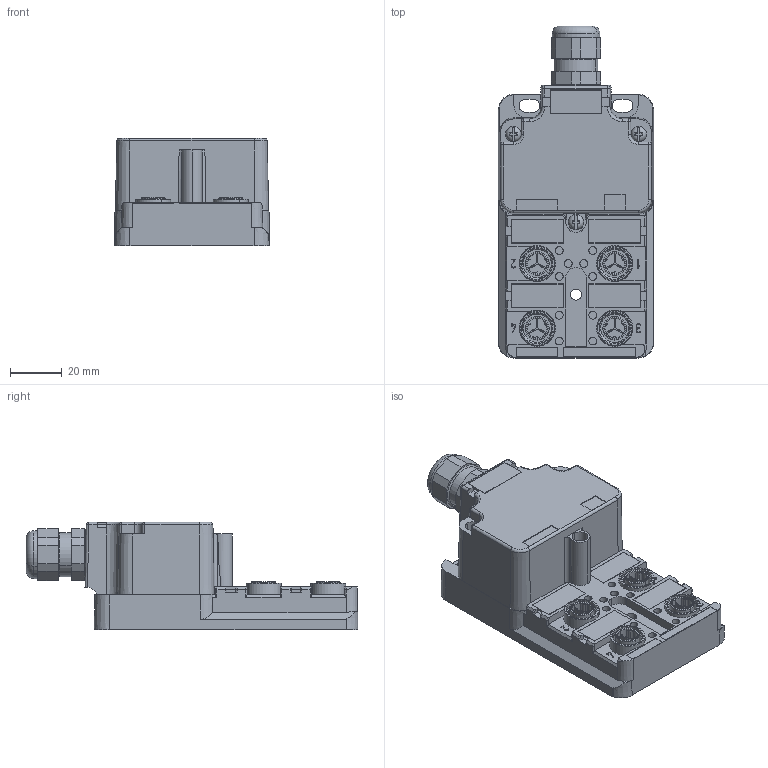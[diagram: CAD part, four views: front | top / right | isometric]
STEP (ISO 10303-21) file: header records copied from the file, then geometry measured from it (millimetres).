
FILE_DESCRIPTION(('CATIA V5 STEP Exchange','CAx-IF Rec.Pracs.--- Model Styling and Organization---1.4--- 2014-01-23'),'2;1');
FILE_NAME ('020644-3_0', '2021-01-21T10:35:57+00:00', ('none'), ('Weidmueller'), 'CATIA Version 5-6 Release 2016 SP3 HF44', 'CATIA V5 STEP AP214', 'none');
FILE_SCHEMA(('AUTOMOTIVE_DESIGN { 1 0 10303 214 1 1 1 1 }'));
Products named in the file (1): 1760040000
Bounding box: 60 x 128.33 x 41.5 mm (x, y, z)
Volume: 122569.4 mm3; surface area: 73805.9 mm2
Topology: 72 solids, 73 shells, 3196 faces, 8098 edges, 5179 vertices
Faces by surface type: plane 1880, cylinder 960, cone 188, torus 150, sphere 18
Entity records: 90092 total; most frequent: CARTESIAN_POINT 17711, ORIENTED_EDGE 16156, DIRECTION 12280, EDGE_CURVE 8078, VERTEX_POINT 5179, VECTOR 5063, LINE 5063, AXIS2_PLACEMENT_3D 4799
